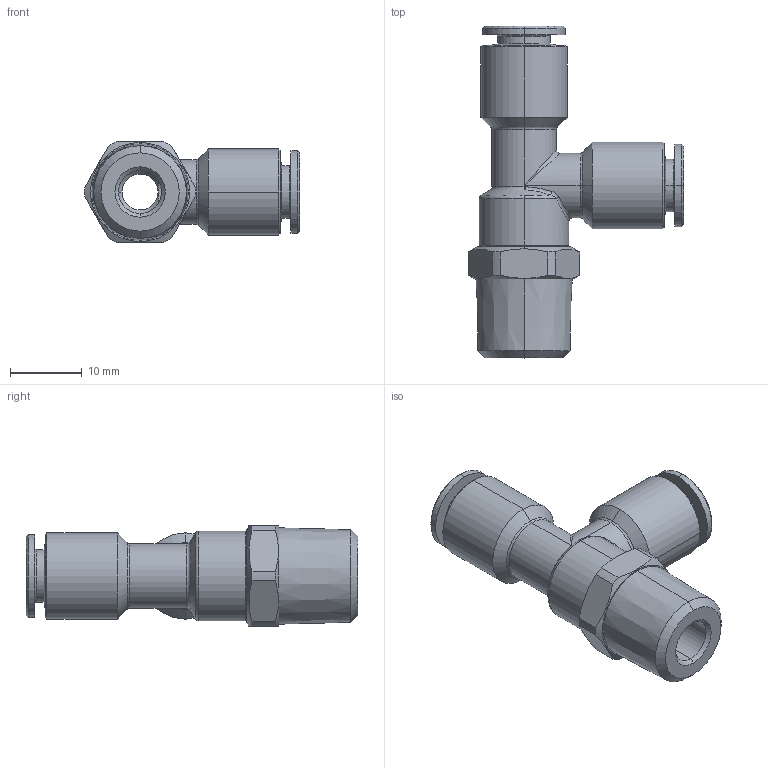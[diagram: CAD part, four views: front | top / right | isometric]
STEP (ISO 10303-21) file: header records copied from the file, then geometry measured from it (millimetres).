
FILE_DESCRIPTION (( 'STEP AP203' ), '1' );
FILE_NAME ('A0130032.STEP', '2009-11-27T11:01:13', ( 'Gabriele' ), ( 'C.Matic srl' ), 'SwSTEP 2.0', 'SolidWorks 2009', '' );
FILE_SCHEMA (( 'CONFIG_CONTROL_DESIGN' ));
Length unit declared in the file: millimetre
Products named in the file (1): A0130032
Bounding box: 29.95 x 46.2 x 14 mm (x, y, z)
Volume: 4978.5 mm3; surface area: 4050.8 mm2
Topology: 1 solids, 1 shells, 116 faces, 265 edges, 152 vertices
Faces by surface type: cone 43, cylinder 36, plane 15, torus 10, bspline 8, sphere 4
Entity records: 4244 total; most frequent: CARTESIAN_POINT 1576, DIRECTION 582, ORIENTED_EDGE 522, EDGE_CURVE 261, AXIS2_PLACEMENT_3D 249, VERTEX_POINT 152, CIRCLE 140, EDGE_LOOP 125
